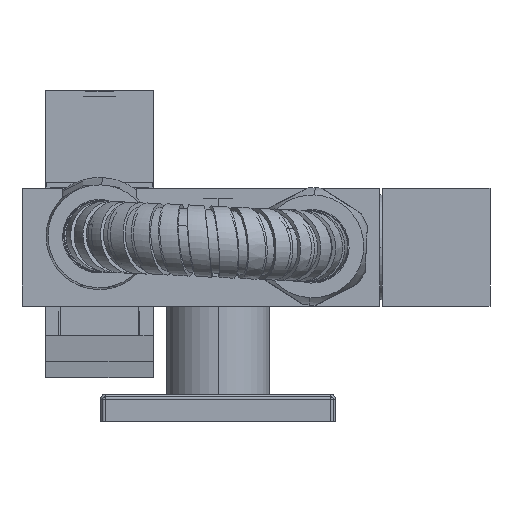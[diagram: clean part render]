
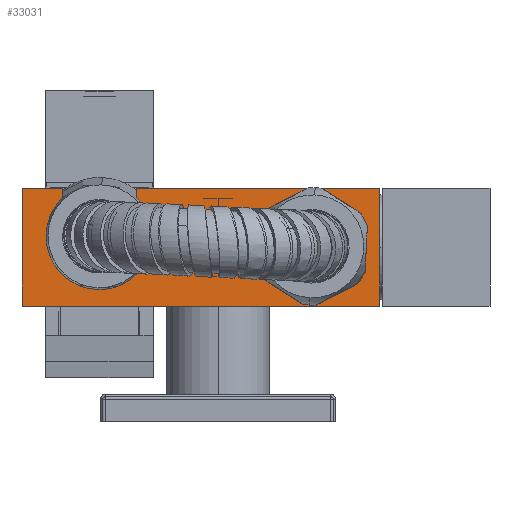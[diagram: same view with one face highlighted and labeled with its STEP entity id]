
A CAD part, front view. The second image highlights one B-rep face of the part: STEP entity #33031.
In plain terms, the highlighted planar face has unit normal (0, -1, 0).
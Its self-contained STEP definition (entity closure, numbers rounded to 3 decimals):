
#94=DIRECTION('',(0.,0.,1.));
#95=VECTOR('',#94,24.);
#96=CARTESIAN_POINT('',(33.,-12.,-12.));
#97=LINE('',#96,#95);
#116=CARTESIAN_POINT('',(-24.2,-12.,2.25));
#117=DIRECTION('',(0.,1.,0.));
#118=DIRECTION('',(0.689,0.,0.724));
#119=AXIS2_PLACEMENT_3D('',#116,#117,#118);
#121=DIRECTION('',(0.,0.,1.));
#122=VECTOR('',#121,1.868);
#123=CARTESIAN_POINT('',(-16.7,-12.,10.132));
#124=LINE('',#123,#122);
#125=DIRECTION('',(1.,0.,0.));
#126=VECTOR('',#125,49.7);
#127=CARTESIAN_POINT('',(-16.7,-12.,12.));
#128=LINE('',#127,#126);
#129=DIRECTION('',(0.,0.,1.));
#130=VECTOR('',#129,24.);
#131=CARTESIAN_POINT('',(-40.,-12.,-12.));
#132=LINE('',#131,#130);
#133=DIRECTION('',(1.,0.,0.));
#134=VECTOR('',#133,8.3);
#135=CARTESIAN_POINT('',(-40.,-12.,12.));
#136=LINE('',#135,#134);
#137=CARTESIAN_POINT('',(-24.2,-12.,2.25));
#138=DIRECTION('',(0.,1.,0.));
#139=DIRECTION('',(-0.047,0.,-0.999));
#140=AXIS2_PLACEMENT_3D('',#137,#138,#139);
#142=CARTESIAN_POINT('',(19.5,-12.,0.));
#143=DIRECTION('',(0.,-1.,0.));
#144=DIRECTION('',(-1.,0.,0.));
#145=AXIS2_PLACEMENT_3D('',#142,#143,#144);
#147=CARTESIAN_POINT('',(19.5,-12.,0.));
#148=DIRECTION('',(0.,-1.,0.));
#149=DIRECTION('',(1.,0.,0.));
#150=AXIS2_PLACEMENT_3D('',#147,#148,#149);
#30992=CARTESIAN_POINT('',(-31.7,-12.,10.132));
#30999=DIRECTION('',(0.,0.,1.));
#31000=VECTOR('',#30999,1.868);
#31001=CARTESIAN_POINT('',(-31.7,-12.,10.132));
#31002=LINE('',#31001,#31000);
#31019=DIRECTION('',(1.,0.,0.));
#31020=VECTOR('',#31019,73.);
#31021=CARTESIAN_POINT('',(-40.,-12.,-12.));
#31022=LINE('',#31021,#31020);
#31060=CARTESIAN_POINT('',(-16.7,-12.,10.132));
#31668=CARTESIAN_POINT('',(33.,-12.,12.));
#31670=VERTEX_POINT('',#31668);
#31674=CARTESIAN_POINT('',(33.,-12.,-12.));
#31675=VERTEX_POINT('',#31674);
#31676=CARTESIAN_POINT('',(-31.7,-12.,12.));
#31678=VERTEX_POINT('',#31676);
#31680=CARTESIAN_POINT('',(-40.,-12.,12.));
#31681=VERTEX_POINT('',#31680);
#31684=CARTESIAN_POINT('',(-16.7,-12.,12.));
#31685=VERTEX_POINT('',#31684);
#31690=CARTESIAN_POINT('',(-40.,-12.,-12.));
#31691=VERTEX_POINT('',#31690);
#31692=CARTESIAN_POINT('',(9.25,-12.,0.));
#31693=CARTESIAN_POINT('',(29.75,-12.,0.));
#31694=VERTEX_POINT('',#31692);
#31695=VERTEX_POINT('',#31693);
#32517=VERTEX_POINT('',#30992);
#32523=VERTEX_POINT('',#31060);
#32524=CARTESIAN_POINT('',(-24.714,-12.,-8.618));
#32525=VERTEX_POINT('',#32524);
#33002=CARTESIAN_POINT('',(35.,-12.,12.));
#33003=DIRECTION('',(0.,-1.,0.));
#33004=DIRECTION('',(0.,0.,-1.));
#33005=AXIS2_PLACEMENT_3D('',#33002,#33003,#33004);
#33006=PLANE('',#33005);
#33008=ORIENTED_EDGE('',*,*,#33007,.F.);
#33010=ORIENTED_EDGE('',*,*,#33009,.T.);
#33011=ORIENTED_EDGE('',*,*,#32993,.T.);
#33012=ORIENTED_EDGE('',*,*,#32978,.F.);
#33014=ORIENTED_EDGE('',*,*,#33013,.F.);
#33016=ORIENTED_EDGE('',*,*,#33015,.T.);
#33018=ORIENTED_EDGE('',*,*,#33017,.T.);
#33020=ORIENTED_EDGE('',*,*,#33019,.F.);
#33022=ORIENTED_EDGE('',*,*,#33021,.F.);
#33023=EDGE_LOOP('',(#33008,#33010,#33011,#33012,#33014,#33016,#33018,#33020,
#33022));
#33024=FACE_OUTER_BOUND('',#33023,.F.);
#33026=ORIENTED_EDGE('',*,*,#33025,.T.);
#33028=ORIENTED_EDGE('',*,*,#33027,.T.);
#33029=EDGE_LOOP('',(#33026,#33028));
#33030=FACE_BOUND('',#33029,.F.);
#33031=ADVANCED_FACE('',(#33024,#33030),#33006,.T.);
#120=CIRCLE('',#119,10.88);
#141=CIRCLE('',#140,10.88);
#146=CIRCLE('',#145,10.25);
#151=CIRCLE('',#150,10.25);
#32978=EDGE_CURVE('',#31675,#31670,#97,.T.);
#32993=EDGE_CURVE('',#31685,#31670,#128,.T.);
#33007=EDGE_CURVE('',#32523,#32525,#120,.T.);
#33009=EDGE_CURVE('',#32523,#31685,#124,.T.);
#33013=EDGE_CURVE('',#31691,#31675,#31022,.T.);
#33015=EDGE_CURVE('',#31691,#31681,#132,.T.);
#33017=EDGE_CURVE('',#31681,#31678,#136,.T.);
#33019=EDGE_CURVE('',#32517,#31678,#31002,.T.);
#33021=EDGE_CURVE('',#32525,#32517,#141,.T.);
#33025=EDGE_CURVE('',#31694,#31695,#146,.T.);
#33027=EDGE_CURVE('',#31695,#31694,#151,.T.);
